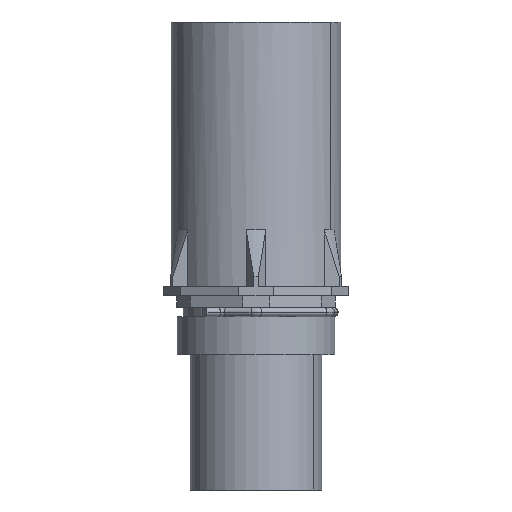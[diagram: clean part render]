
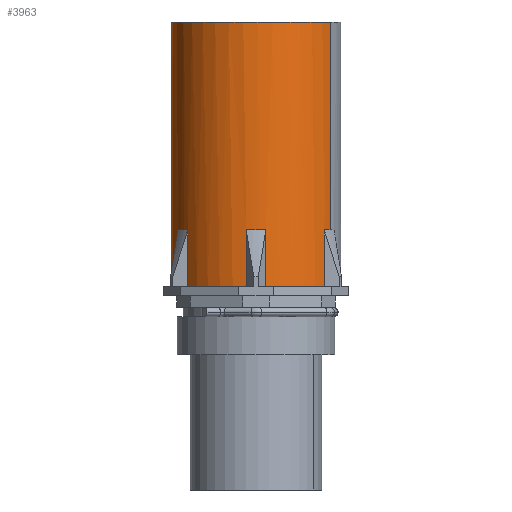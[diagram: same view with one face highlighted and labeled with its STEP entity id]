
A CAD part, front view. The second image highlights one B-rep face of the part: STEP entity #3963.
In plain terms, the highlighted cylindrical face has radius 18.75 mm (diameter 37.5 mm), a partial arc.
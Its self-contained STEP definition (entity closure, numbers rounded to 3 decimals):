
#1663=AXIS2_PLACEMENT_3D('Circle Axis2P3D',#1661,#1662,$) ;
#1717=AXIS2_PLACEMENT_3D('Circle Axis2P3D',#1715,#1716,$) ;
#1983=AXIS2_PLACEMENT_3D('Circle Axis2P3D',#1981,#1982,$) ;
#2030=AXIS2_PLACEMENT_3D('Circle Axis2P3D',#2028,#2029,$) ;
#3825=AXIS2_PLACEMENT_3D('Circle Axis2P3D',#3823,#3824,$) ;
#3869=AXIS2_PLACEMENT_3D('Circle Axis2P3D',#3867,#3868,$) ;
#3881=AXIS2_PLACEMENT_3D('Circle Axis2P3D',#3879,#3880,$) ;
#3900=AXIS2_PLACEMENT_3D('Circle Axis2P3D',#3898,#3899,$) ;
#3914=AXIS2_PLACEMENT_3D('Cylinder Axis2P3D',#3911,#3912,#3913) ;
#1630=CARTESIAN_POINT('Vertex',(3.29,28.942,44.9)) ;
#1658=CARTESIAN_POINT('Vertex',(3.29,14.058,44.9)) ;
#1661=CARTESIAN_POINT('Axis2P3D Location',(20.5,21.5,44.9)) ;
#1710=CARTESIAN_POINT('Vertex',(18.34,2.875,44.9)) ;
#1715=CARTESIAN_POINT('Axis2P3D Location',(20.5,21.5,44.9)) ;
#1719=CARTESIAN_POINT('Vertex',(5.45,10.317,44.9)) ;
#1976=CARTESIAN_POINT('Vertex',(35.55,10.317,44.9)) ;
#1981=CARTESIAN_POINT('Axis2P3D Location',(20.5,21.5,44.9)) ;
#1985=CARTESIAN_POINT('Vertex',(22.66,2.875,44.9)) ;
#2028=CARTESIAN_POINT('Axis2P3D Location',(20.5,21.5,103.3)) ;
#2032=CARTESIAN_POINT('Vertex',(36.955,12.511,103.3)) ;
#2034=CARTESIAN_POINT('Vertex',(4.045,30.489,103.3)) ;
#3461=CARTESIAN_POINT('Line Origine',(3.29,28.942,51.15)) ;
#3465=CARTESIAN_POINT('Vertex',(3.29,28.942,57.4)) ;
#3596=CARTESIAN_POINT('Line Origine',(35.55,10.317,51.15)) ;
#3600=CARTESIAN_POINT('Vertex',(35.55,10.317,57.4)) ;
#3623=CARTESIAN_POINT('Line Origine',(22.66,2.875,51.15)) ;
#3627=CARTESIAN_POINT('Vertex',(22.66,2.875,57.4)) ;
#3650=CARTESIAN_POINT('Line Origine',(18.34,2.875,51.15)) ;
#3654=CARTESIAN_POINT('Vertex',(18.34,2.875,57.4)) ;
#3738=CARTESIAN_POINT('Line Origine',(5.45,10.317,51.15)) ;
#3742=CARTESIAN_POINT('Vertex',(5.45,10.317,57.4)) ;
#3796=CARTESIAN_POINT('Line Origine',(3.29,14.058,51.15)) ;
#3800=CARTESIAN_POINT('Vertex',(3.29,14.058,57.4)) ;
#3823=CARTESIAN_POINT('Axis2P3D Location',(20.5,21.5,57.4)) ;
#3827=CARTESIAN_POINT('Vertex',(4.045,30.489,57.4)) ;
#3867=CARTESIAN_POINT('Axis2P3D Location',(20.5,21.5,57.4)) ;
#3879=CARTESIAN_POINT('Axis2P3D Location',(20.5,21.5,57.4)) ;
#3895=CARTESIAN_POINT('Vertex',(36.955,12.511,57.4)) ;
#3898=CARTESIAN_POINT('Axis2P3D Location',(20.5,21.5,57.4)) ;
#3911=CARTESIAN_POINT('Axis2P3D Location',(20.5,21.5,51.65)) ;
#3916=CARTESIAN_POINT('Line Origine',(4.045,30.489,73.1)) ;
#3921=CARTESIAN_POINT('Line Origine',(36.955,12.511,73.1)) ;
#1662=DIRECTION('Axis2P3D Direction',(0.,0.,-1.)) ;
#1716=DIRECTION('Axis2P3D Direction',(0.,0.,-1.)) ;
#1982=DIRECTION('Axis2P3D Direction',(0.,0.,-1.)) ;
#2029=DIRECTION('Axis2P3D Direction',(0.,0.,-1.)) ;
#3462=DIRECTION('Vector Direction',(0.,0.,1.)) ;
#3597=DIRECTION('Vector Direction',(0.,0.,1.)) ;
#3624=DIRECTION('Vector Direction',(0.,0.,1.)) ;
#3651=DIRECTION('Vector Direction',(0.,0.,1.)) ;
#3739=DIRECTION('Vector Direction',(0.,0.,1.)) ;
#3797=DIRECTION('Vector Direction',(0.,0.,1.)) ;
#3824=DIRECTION('Axis2P3D Direction',(0.,0.,-1.)) ;
#3868=DIRECTION('Axis2P3D Direction',(0.,0.,-1.)) ;
#3880=DIRECTION('Axis2P3D Direction',(0.,0.,-1.)) ;
#3899=DIRECTION('Axis2P3D Direction',(0.,0.,-1.)) ;
#3912=DIRECTION('Axis2P3D Direction',(0.,0.,-1.)) ;
#3913=DIRECTION('Axis2P3D XDirection',(0.878,-0.479,0.)) ;
#3917=DIRECTION('Vector Direction',(0.,0.,-1.)) ;
#3922=DIRECTION('Vector Direction',(0.,0.,-1.)) ;
#3463=VECTOR('Line Direction',#3462,1.) ;
#3598=VECTOR('Line Direction',#3597,1.) ;
#3625=VECTOR('Line Direction',#3624,1.) ;
#3652=VECTOR('Line Direction',#3651,1.) ;
#3740=VECTOR('Line Direction',#3739,1.) ;
#3798=VECTOR('Line Direction',#3797,1.) ;
#3918=VECTOR('Line Direction',#3917,1.) ;
#3923=VECTOR('Line Direction',#3922,1.) ;
#3946=ORIENTED_EDGE('',*,*,#3871,.T.) ;
#3947=ORIENTED_EDGE('',*,*,#3744,.F.) ;
#3948=ORIENTED_EDGE('',*,*,#1721,.F.) ;
#3949=ORIENTED_EDGE('',*,*,#3656,.T.) ;
#3950=ORIENTED_EDGE('',*,*,#3883,.T.) ;
#3951=ORIENTED_EDGE('',*,*,#3629,.F.) ;
#3952=ORIENTED_EDGE('',*,*,#1987,.F.) ;
#3953=ORIENTED_EDGE('',*,*,#3602,.T.) ;
#3954=ORIENTED_EDGE('',*,*,#3902,.T.) ;
#3955=ORIENTED_EDGE('',*,*,#3925,.T.) ;
#3956=ORIENTED_EDGE('',*,*,#2036,.T.) ;
#3957=ORIENTED_EDGE('',*,*,#3920,.F.) ;
#3958=ORIENTED_EDGE('',*,*,#3829,.T.) ;
#3959=ORIENTED_EDGE('',*,*,#3467,.F.) ;
#3960=ORIENTED_EDGE('',*,*,#1665,.F.) ;
#3961=ORIENTED_EDGE('',*,*,#3802,.T.) ;
#3963=ADVANCED_FACE('Hauptk\X2\00F6\X0\rper',(#3962),#3915,.T.) ;
#1664=CIRCLE('generated circle',#1663,18.75) ;
#1718=CIRCLE('generated circle',#1717,18.75) ;
#1984=CIRCLE('generated circle',#1983,18.75) ;
#2031=CIRCLE('generated circle',#2030,18.75) ;
#3826=CIRCLE('generated circle',#3825,18.75) ;
#3870=CIRCLE('generated circle',#3869,18.75) ;
#3882=CIRCLE('generated circle',#3881,18.75) ;
#3901=CIRCLE('generated circle',#3900,18.75) ;
#3915=CYLINDRICAL_SURFACE('generated cylinder',#3914,18.75) ;
#1665=EDGE_CURVE('',#1659,#1631,#1664,.T.) ;
#1721=EDGE_CURVE('',#1711,#1720,#1718,.T.) ;
#1987=EDGE_CURVE('',#1977,#1986,#1984,.T.) ;
#2036=EDGE_CURVE('',#2033,#2035,#2031,.T.) ;
#3467=EDGE_CURVE('',#1631,#3466,#3464,.T.) ;
#3602=EDGE_CURVE('',#1977,#3601,#3599,.T.) ;
#3629=EDGE_CURVE('',#1986,#3628,#3626,.T.) ;
#3656=EDGE_CURVE('',#1711,#3655,#3653,.T.) ;
#3744=EDGE_CURVE('',#1720,#3743,#3741,.T.) ;
#3802=EDGE_CURVE('',#1659,#3801,#3799,.T.) ;
#3829=EDGE_CURVE('',#3828,#3466,#3826,.F.) ;
#3871=EDGE_CURVE('',#3801,#3743,#3870,.F.) ;
#3883=EDGE_CURVE('',#3655,#3628,#3882,.F.) ;
#3902=EDGE_CURVE('',#3601,#3896,#3901,.F.) ;
#3920=EDGE_CURVE('',#3828,#2035,#3919,.F.) ;
#3925=EDGE_CURVE('',#3896,#2033,#3924,.F.) ;
#3945=EDGE_LOOP('',(#3946,#3947,#3948,#3949,#3950,#3951,#3952,#3953,#3954,#3955,#3956,#3957,#3958,#3959,#3960,#3961)) ;
#3962=FACE_OUTER_BOUND('',#3945,.T.) ;
#3464=LINE('Line',#3461,#3463) ;
#3599=LINE('Line',#3596,#3598) ;
#3626=LINE('Line',#3623,#3625) ;
#3653=LINE('Line',#3650,#3652) ;
#3741=LINE('Line',#3738,#3740) ;
#3799=LINE('Line',#3796,#3798) ;
#3919=LINE('Line',#3916,#3918) ;
#3924=LINE('Line',#3921,#3923) ;
#1631=VERTEX_POINT('',#1630) ;
#1659=VERTEX_POINT('',#1658) ;
#1711=VERTEX_POINT('',#1710) ;
#1720=VERTEX_POINT('',#1719) ;
#1977=VERTEX_POINT('',#1976) ;
#1986=VERTEX_POINT('',#1985) ;
#2033=VERTEX_POINT('',#2032) ;
#2035=VERTEX_POINT('',#2034) ;
#3466=VERTEX_POINT('',#3465) ;
#3601=VERTEX_POINT('',#3600) ;
#3628=VERTEX_POINT('',#3627) ;
#3655=VERTEX_POINT('',#3654) ;
#3743=VERTEX_POINT('',#3742) ;
#3801=VERTEX_POINT('',#3800) ;
#3828=VERTEX_POINT('',#3827) ;
#3896=VERTEX_POINT('',#3895) ;
